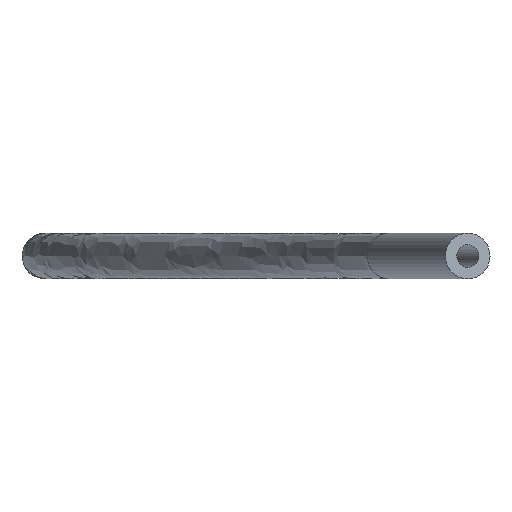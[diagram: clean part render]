
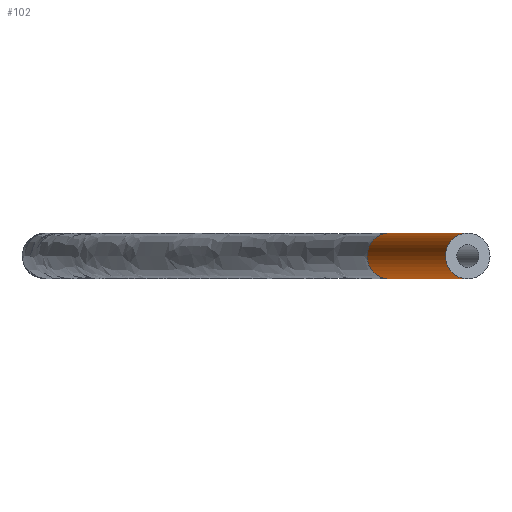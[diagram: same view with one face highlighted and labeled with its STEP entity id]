
A CAD part, front view. The second image highlights one B-rep face of the part: STEP entity #102.
In plain terms, the highlighted cylindrical face has radius 2 mm (diameter 4 mm), a full revolution.
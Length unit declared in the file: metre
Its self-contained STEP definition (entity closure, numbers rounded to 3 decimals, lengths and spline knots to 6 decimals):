
#28=ORIENTED_EDGE('',*,*,#43,.F.);
#29=ORIENTED_EDGE('',*,*,#42,.T.);
#42=EDGE_CURVE('',#50,#50,#58,.T.);
#43=EDGE_CURVE('',#51,#51,#59,.T.);
#50=VERTEX_POINT('',#438);
#51=VERTEX_POINT('',#441);
#58=CIRCLE('',#124,0.002);
#59=CIRCLE('',#126,0.002);
#68=EDGE_LOOP('',(#28));
#69=EDGE_LOOP('',(#29));
#84=FACE_BOUND('',#68,.T.);
#85=FACE_BOUND('',#69,.T.);
#97=CYLINDRICAL_SURFACE('',#125,0.002);
#102=ADVANCED_FACE('',(#84,#85),#97,.T.);
#124=AXIS2_PLACEMENT_3D('',#437,#143,#144);
#125=AXIS2_PLACEMENT_3D('',#439,#145,#146);
#126=AXIS2_PLACEMENT_3D('',#440,#147,#148);
#143=DIRECTION('',(0.248,-0.969,0.));
#144=DIRECTION('',(0.969,0.248,0.));
#145=DIRECTION('',(0.248,-0.969,0.));
#146=DIRECTION('',(0.969,0.248,0.));
#147=DIRECTION('',(0.248,-0.969,0.));
#148=DIRECTION('',(0.969,0.248,0.));
#437=CARTESIAN_POINT('',(-0.003357,0.007695,0.));
#438=CARTESIAN_POINT('',(-0.001419,0.00819,0.));
#439=CARTESIAN_POINT('',(-0.003357,0.007695,0.));
#440=CARTESIAN_POINT('',(0.003464,-0.019007,0.));
#441=CARTESIAN_POINT('',(0.005402,-0.018512,0.));
